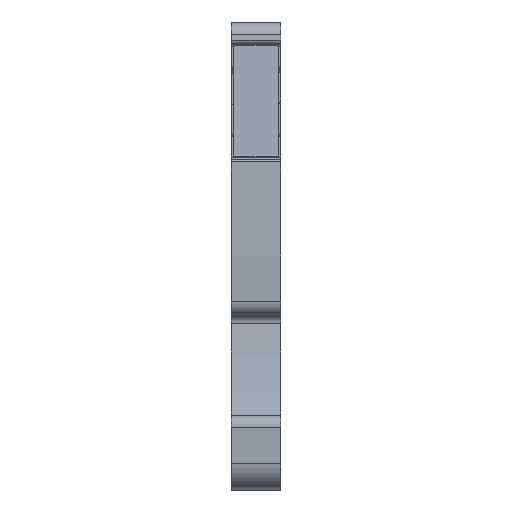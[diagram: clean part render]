
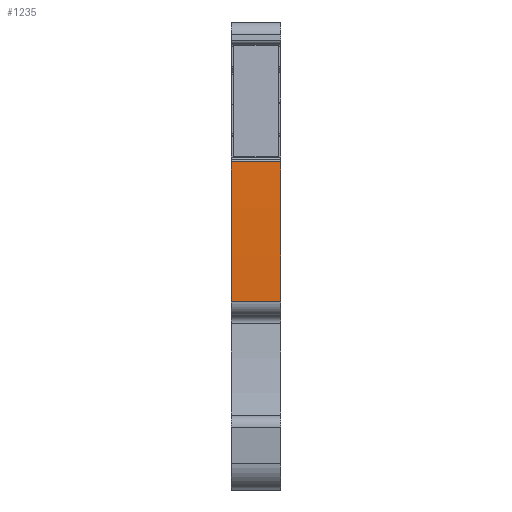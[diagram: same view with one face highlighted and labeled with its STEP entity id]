
A CAD part, front view. The second image highlights one B-rep face of the part: STEP entity #1235.
In plain terms, the highlighted cylindrical face has radius 122.182 mm (diameter 244.364 mm), a partial arc.
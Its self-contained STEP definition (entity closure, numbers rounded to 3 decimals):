
#1192=AXIS2_PLACEMENT_3D('Cylinder Axis2P3D',#1189,#1190,#1191) ;
#1196=AXIS2_PLACEMENT_3D('Circle Axis2P3D',#1194,#1195,$) ;
#1203=AXIS2_PLACEMENT_3D('Circle Axis2P3D',#1201,#1202,$) ;
#1210=AXIS2_PLACEMENT_3D('Circle Axis2P3D',#1208,#1209,$) ;
#1224=AXIS2_PLACEMENT_3D('Circle Axis2P3D',#1222,#1223,$) ;
#1167=CARTESIAN_POINT('Vertex',(3.5,1.637,23.414)) ;
#1174=CARTESIAN_POINT('Vertex',(0.,1.637,23.414)) ;
#1177=CARTESIAN_POINT('Line Origine',(1.75,1.637,23.414)) ;
#1189=CARTESIAN_POINT('Axis2P3D Location',(1.75,123.656,17.106)) ;
#1194=CARTESIAN_POINT('Axis2P3D Location',(3.5,123.656,17.106)) ;
#1198=CARTESIAN_POINT('Vertex',(3.5,1.528,13.45)) ;
#1201=CARTESIAN_POINT('Axis2P3D Location',(0.,123.656,17.106)) ;
#1205=CARTESIAN_POINT('Vertex',(0.,1.528,13.45)) ;
#1208=CARTESIAN_POINT('Axis2P3D Location',(0.,123.656,17.106)) ;
#1212=CARTESIAN_POINT('Vertex',(0.,1.529,13.42)) ;
#1215=CARTESIAN_POINT('Line Origine',(1.75,1.529,13.42)) ;
#1219=CARTESIAN_POINT('Vertex',(3.5,1.529,13.42)) ;
#1222=CARTESIAN_POINT('Axis2P3D Location',(3.5,123.656,17.106)) ;
#1178=DIRECTION('Vector Direction',(1.,0.,0.)) ;
#1190=DIRECTION('Axis2P3D Direction',(1.,0.,0.)) ;
#1191=DIRECTION('Axis2P3D XDirection',(0.,-0.992,0.126)) ;
#1195=DIRECTION('Axis2P3D Direction',(1.,0.,0.)) ;
#1202=DIRECTION('Axis2P3D Direction',(1.,0.,0.)) ;
#1209=DIRECTION('Axis2P3D Direction',(1.,0.,0.)) ;
#1216=DIRECTION('Vector Direction',(1.,0.,0.)) ;
#1223=DIRECTION('Axis2P3D Direction',(1.,0.,0.)) ;
#1179=VECTOR('Line Direction',#1178,1.) ;
#1217=VECTOR('Line Direction',#1216,1.) ;
#1228=ORIENTED_EDGE('',*,*,#1200,.F.) ;
#1229=ORIENTED_EDGE('',*,*,#1181,.T.) ;
#1230=ORIENTED_EDGE('',*,*,#1207,.T.) ;
#1231=ORIENTED_EDGE('',*,*,#1214,.T.) ;
#1232=ORIENTED_EDGE('',*,*,#1221,.T.) ;
#1233=ORIENTED_EDGE('',*,*,#1226,.F.) ;
#1235=ADVANCED_FACE('MLD',(#1234),#1193,.T.) ;
#1197=CIRCLE('generated circle',#1196,122.182) ;
#1204=CIRCLE('generated circle',#1203,122.182) ;
#1211=CIRCLE('generated circle',#1210,122.182) ;
#1225=CIRCLE('generated circle',#1224,122.182) ;
#1193=CYLINDRICAL_SURFACE('generated cylinder',#1192,122.182) ;
#1181=EDGE_CURVE('',#1168,#1175,#1180,.F.) ;
#1200=EDGE_CURVE('',#1168,#1199,#1197,.T.) ;
#1207=EDGE_CURVE('',#1175,#1206,#1204,.T.) ;
#1214=EDGE_CURVE('',#1206,#1213,#1211,.T.) ;
#1221=EDGE_CURVE('',#1213,#1220,#1218,.T.) ;
#1226=EDGE_CURVE('',#1199,#1220,#1225,.T.) ;
#1227=EDGE_LOOP('',(#1228,#1229,#1230,#1231,#1232,#1233)) ;
#1234=FACE_OUTER_BOUND('',#1227,.T.) ;
#1180=LINE('Line',#1177,#1179) ;
#1218=LINE('Line',#1215,#1217) ;
#1168=VERTEX_POINT('',#1167) ;
#1175=VERTEX_POINT('',#1174) ;
#1199=VERTEX_POINT('',#1198) ;
#1206=VERTEX_POINT('',#1205) ;
#1213=VERTEX_POINT('',#1212) ;
#1220=VERTEX_POINT('',#1219) ;
